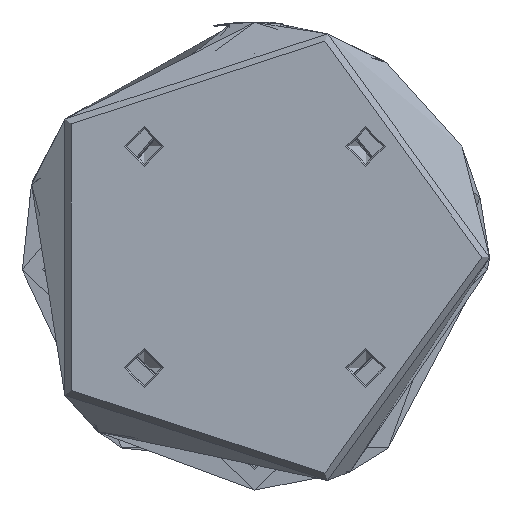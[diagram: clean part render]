
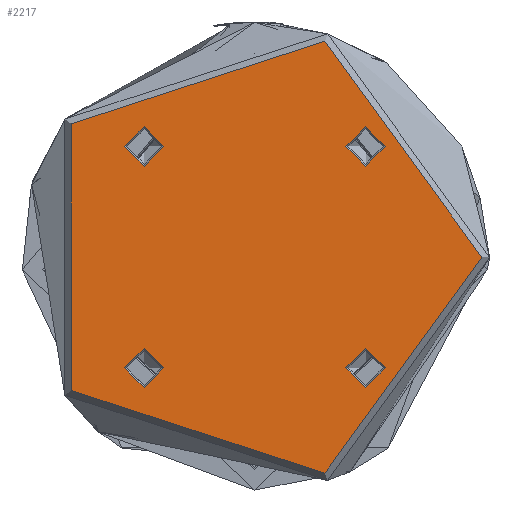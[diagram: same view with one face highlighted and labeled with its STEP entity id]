
A CAD part, front view. The second image highlights one B-rep face of the part: STEP entity #2217.
In plain terms, the highlighted face is planar.
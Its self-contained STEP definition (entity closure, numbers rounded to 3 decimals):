
#127 = CARTESIAN_POINT ( 'NONE',  ( -23.259, 28.284, 0. ) ) ;
#247 = CIRCLE ( 'NONE', #3221, 5.025 ) ;
#254 = EDGE_LOOP ( 'NONE', ( #4248 ) ) ;
#264 = CARTESIAN_POINT ( 'NONE',  ( 28.284, -28.284, 0. ) ) ;
#471 = DIRECTION ( 'NONE',  ( 0., 0., 1. ) ) ;
#512 = CARTESIAN_POINT ( 'NONE',  ( 33.309, 28.284, 0. ) ) ;
#515 = DIRECTION ( 'NONE',  ( -1., 0., 0. ) ) ;
#611 = ORIENTED_EDGE ( 'NONE', *, *, #1695, .T. ) ;
#674 = DIRECTION ( 'NONE',  ( 1., 0., 0. ) ) ;
#823 = AXIS2_PLACEMENT_3D ( 'NONE', #2568, #2996, #515 ) ;
#1074 = CIRCLE ( 'NONE', #1544, 5.025 ) ;
#1184 = CARTESIAN_POINT ( 'NONE',  ( -28.284, 28.284, 0. ) ) ;
#1246 = EDGE_LOOP ( 'NONE', ( #611 ) ) ;
#1327 = CARTESIAN_POINT ( 'NONE',  ( 58., 0., 0. ) ) ;
#1544 = AXIS2_PLACEMENT_3D ( 'NONE', #1184, #4143, #1604 ) ;
#1550 = ORIENTED_EDGE ( 'NONE', *, *, #1902, .F. ) ;
#1587 = FACE_BOUND ( 'NONE', #254, .T. ) ;
#1604 = DIRECTION ( 'NONE',  ( 1., 0., 0. ) ) ;
#1695 = EDGE_CURVE ( 'NONE', #3524, #3524, #3627, .T. ) ;
#1701 = CIRCLE ( 'NONE', #2829, 5.025 ) ;
#1902 = EDGE_CURVE ( 'NONE', #5328, #5328, #4165, .T. ) ;
#1973 = ORIENTED_EDGE ( 'NONE', *, *, #3078, .F. ) ;
#2090 = CARTESIAN_POINT ( 'NONE',  ( 28.284, 28.284, 0. ) ) ;
#2151 = PLANE ( 'NONE',  #823 ) ;
#2217 = ADVANCED_FACE ( 'NONE', ( #3981, #4036, #3977, #1587, #4808 ), #2151, .F. ) ;
#2264 = CARTESIAN_POINT ( 'NONE',  ( 0., 0., 0. ) ) ;
#2431 = EDGE_LOOP ( 'NONE', ( #3767 ) ) ;
#2504 = DIRECTION ( 'NONE',  ( 1., 0., 0. ) ) ;
#2568 = CARTESIAN_POINT ( 'NONE',  ( 0., 0., 0. ) ) ;
#2685 = DIRECTION ( 'NONE',  ( 1., 0., 0. ) ) ;
#2829 = AXIS2_PLACEMENT_3D ( 'NONE', #2090, #5018, #2504 ) ;
#2950 = CARTESIAN_POINT ( 'NONE',  ( -28.284, -28.284, 0. ) ) ;
#2968 = VERTEX_POINT ( 'NONE', #512 ) ;
#2996 = DIRECTION ( 'NONE',  ( 0., 0., -1. ) ) ;
#3017 = CARTESIAN_POINT ( 'NONE',  ( -23.259, -28.284, 0. ) ) ;
#3037 = VERTEX_POINT ( 'NONE', #127 ) ;
#3078 = EDGE_CURVE ( 'NONE', #2968, #2968, #1701, .T. ) ;
#3162 = DIRECTION ( 'NONE',  ( 0., 0., 1. ) ) ;
#3221 = AXIS2_PLACEMENT_3D ( 'NONE', #2950, #471, #3390 ) ;
#3261 = AXIS2_PLACEMENT_3D ( 'NONE', #264, #3162, #674 ) ;
#3390 = DIRECTION ( 'NONE',  ( 1., 0., 0. ) ) ;
#3400 = EDGE_LOOP ( 'NONE', ( #1550 ) ) ;
#3524 = VERTEX_POINT ( 'NONE', #1327 ) ;
#3627 = CIRCLE ( 'NONE', #4125, 58. ) ;
#3767 = ORIENTED_EDGE ( 'NONE', *, *, #5090, .F. ) ;
#3977 = FACE_BOUND ( 'NONE', #3400, .T. ) ;
#3981 = FACE_BOUND ( 'NONE', #2431, .T. ) ;
#4036 = FACE_BOUND ( 'NONE', #4890, .T. ) ;
#4125 = AXIS2_PLACEMENT_3D ( 'NONE', #2264, #5204, #2685 ) ;
#4143 = DIRECTION ( 'NONE',  ( 0., 0., 1. ) ) ;
#4165 = CIRCLE ( 'NONE', #3261, 5.025 ) ;
#4248 = ORIENTED_EDGE ( 'NONE', *, *, #5336, .F. ) ;
#4282 = CARTESIAN_POINT ( 'NONE',  ( 33.309, -28.284, 0. ) ) ;
#4322 = VERTEX_POINT ( 'NONE', #3017 ) ;
#4808 = FACE_OUTER_BOUND ( 'NONE', #1246, .T. ) ;
#4890 = EDGE_LOOP ( 'NONE', ( #1973 ) ) ;
#5018 = DIRECTION ( 'NONE',  ( 0., 0., 1. ) ) ;
#5090 = EDGE_CURVE ( 'NONE', #3037, #3037, #1074, .T. ) ;
#5204 = DIRECTION ( 'NONE',  ( 0., 0., 1. ) ) ;
#5328 = VERTEX_POINT ( 'NONE', #4282 ) ;
#5336 = EDGE_CURVE ( 'NONE', #4322, #4322, #247, .T. ) ;
